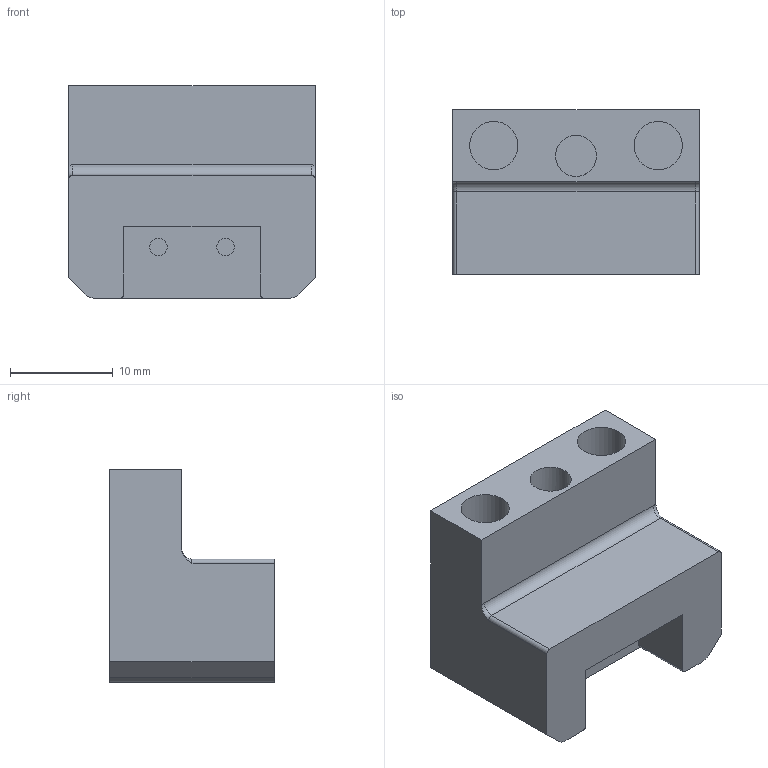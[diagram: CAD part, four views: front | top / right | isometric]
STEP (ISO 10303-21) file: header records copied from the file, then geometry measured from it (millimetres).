
FILE_DESCRIPTION(/* description */ (''),/* implementation_level */ '2;1');
FILE_NAME(/* name */ '',/* time_stamp */ '2025-08-07T11:11:33+03:00',/* author */ (''),/* organization */ (''),/* preprocessor_version */ 'ST-DEVELOPER v20.1',/* originating_system */ 'Autodesk Translation Framework v14.10.0.0',/* authorisation */ '');
FILE_SCHEMA (('AUTOMOTIVE_DESIGN { 1 0 10303 214 3 1 1 }'));
Length unit declared in the file: millimetre
Products named in the file (1): Держатель концевика 
на 2 мм короче
Bounding box: 24 x 16 x 20.7 mm (x, y, z)
Volume: 4292.5 mm3; surface area: 3101.6 mm2
Topology: 1 solids, 1 shells, 38 faces, 94 edges, 62 vertices
Faces by surface type: plane 23, cylinder 13, torus 2
Full cylindrical faces by diameter (mm): 1.7 x2, 4 x1, 4.7 x2
Entity records: 1184 total; most frequent: CARTESIAN_POINT 209, DIRECTION 198, ORIENTED_EDGE 188, EDGE_CURVE 94, AXIS2_PLACEMENT_3D 67, LINE 64, VECTOR 64, VERTEX_POINT 62
